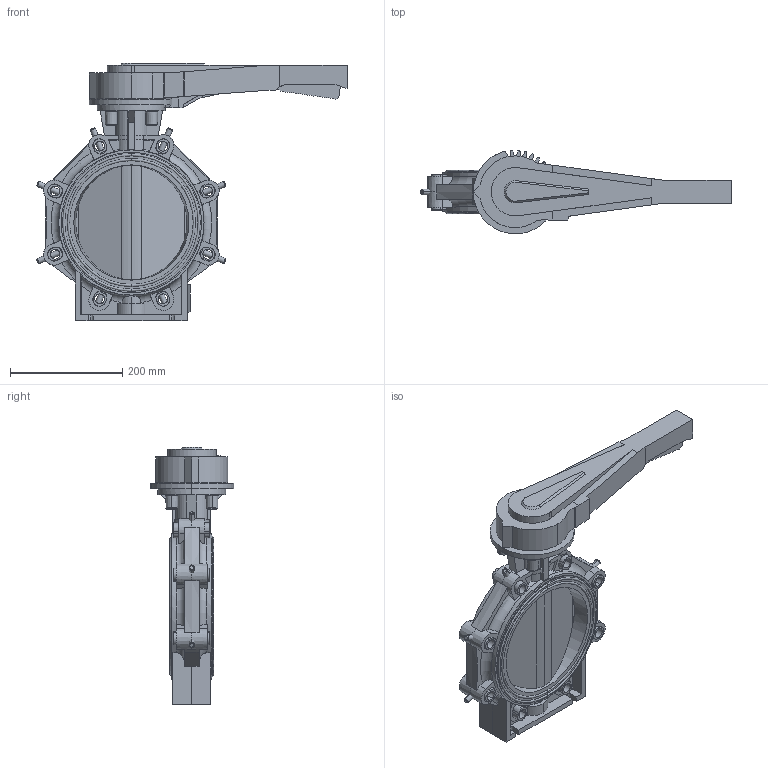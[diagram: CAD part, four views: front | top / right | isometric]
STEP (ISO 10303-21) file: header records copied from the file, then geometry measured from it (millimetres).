
FILE_DESCRIPTION(('STEP AP214'),'1');
FILE_NAME('cctmp_540671B6-78A6-44DA-8EF3-109CCA846A40_2021_10_25_11_43_00_0563..stp','2021-10-25T09:43:01',('Praher Valves GmbH'),('CADClick - www.CADClick.com'),'Spatial InterOp 3D',' ','unknown authorization');
FILE_SCHEMA(('AUTOMOTIVE_DESIGN'));
Length unit declared in the file: millimetre
Products named in the file (4): cc_unnamed; 125879_LD_2; 125879_LD_1; 125879_LD
Assembly tree (3 placements, depth 2):
  cc_unnamed
    125879_LD_2
    125879_LD_1
    125879_LD
Bounding box: 554.3 x 149.14 x 459 mm (x, y, z)
Volume: 6320400.8 mm3; surface area: 603165 mm2
Topology: 10 solids, 10 shells, 799 faces, 2109 edges, 1372 vertices
Faces by surface type: plane 384, cone 228, cylinder 147, torus 40
Entity records: 32550 total; most frequent: CARTESIAN_POINT 5706, DIRECTION 4341, ORIENTED_EDGE 4218, EDGE_CURVE 2109, AXIS2_PLACEMENT_3D 1601, VERTEX_POINT 1372, LINE 1139, VECTOR 1139
